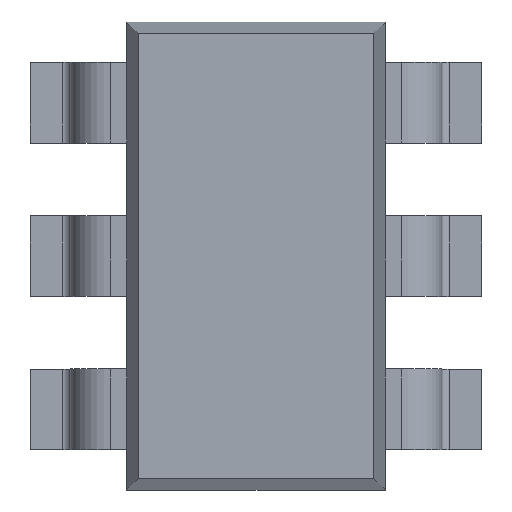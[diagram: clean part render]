
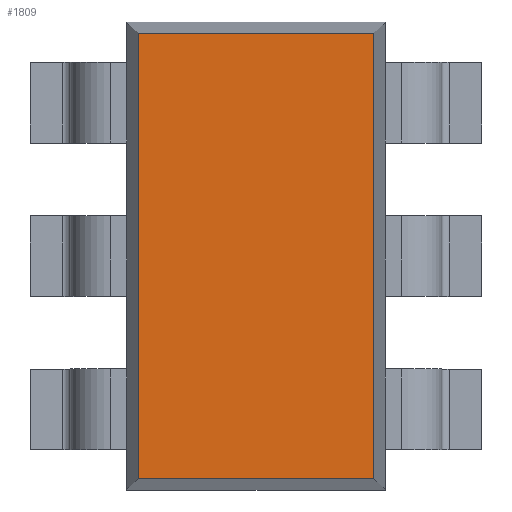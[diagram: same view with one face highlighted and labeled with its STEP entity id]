
A CAD part, top view. The second image highlights one B-rep face of the part: STEP entity #1809.
In plain terms, the highlighted planar face has unit normal (0, 0, 1).
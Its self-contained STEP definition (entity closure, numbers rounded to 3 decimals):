
#96=FACE_OUTER_BOUND('',#194,.T.);
#194=EDGE_LOOP('',(#1154,#1155,#1156,#1157));
#318=LINE('',#2647,#526);
#319=LINE('',#2649,#527);
#320=LINE('',#2651,#528);
#321=LINE('',#2652,#529);
#526=VECTOR('',#2123,1.);
#527=VECTOR('',#2124,1.);
#528=VECTOR('',#2125,1.);
#529=VECTOR('',#2126,1.);
#730=VERTEX_POINT('',#2645);
#731=VERTEX_POINT('',#2646);
#732=VERTEX_POINT('',#2648);
#733=VERTEX_POINT('',#2650);
#894=EDGE_CURVE('',#730,#731,#318,.T.);
#895=EDGE_CURVE('',#732,#730,#319,.T.);
#896=EDGE_CURVE('',#732,#733,#320,.T.);
#897=EDGE_CURVE('',#733,#731,#321,.T.);
#1154=ORIENTED_EDGE('',*,*,#894,.F.);
#1155=ORIENTED_EDGE('',*,*,#895,.F.);
#1156=ORIENTED_EDGE('',*,*,#896,.T.);
#1157=ORIENTED_EDGE('',*,*,#897,.T.);
#1636=PLANE('',#1927);
#1809=ADVANCED_FACE('',(#96),#1636,.F.);
#1927=AXIS2_PLACEMENT_3D('',#2644,#2121,#2122);
#2121=DIRECTION('center_axis',(0.,0.,
-1.));
#2122=DIRECTION('ref_axis',(0.,-1.,0.));
#2123=DIRECTION('',(0.,-1.,0.));
#2124=DIRECTION('',(1.,0.,0.));
#2125=DIRECTION('',(0.,-1.,0.));
#2126=DIRECTION('',(1.,0.,0.));
#2644=CARTESIAN_POINT('Origin',(0.,0.,
1.1));
#2645=CARTESIAN_POINT('',(0.729,1.379,1.1));
#2646=CARTESIAN_POINT('',(0.729,-1.379,1.1));
#2647=CARTESIAN_POINT('',(0.729,1.45,1.1));
#2648=CARTESIAN_POINT('',(-0.729,1.379,1.1));
#2649=CARTESIAN_POINT('',(-0.8,1.379,1.1));
#2650=CARTESIAN_POINT('',(-0.729,-1.379,1.1));
#2651=CARTESIAN_POINT('',(-0.729,1.45,1.1));
#2652=CARTESIAN_POINT('',(-0.8,-1.379,1.1));
